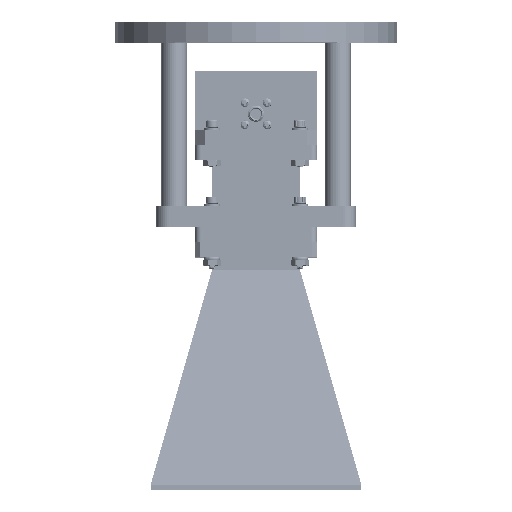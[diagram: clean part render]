
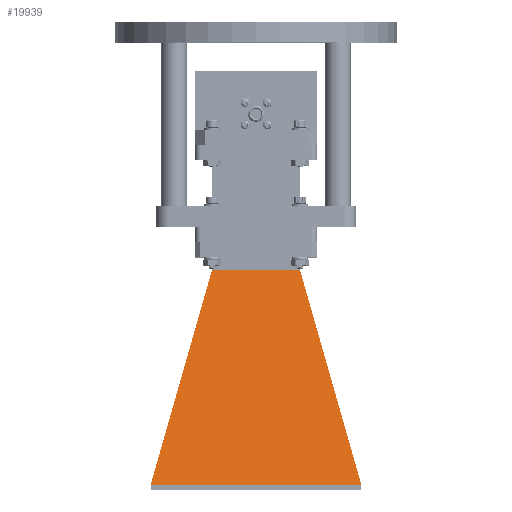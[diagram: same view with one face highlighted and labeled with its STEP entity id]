
A CAD part, top view. The second image highlights one B-rep face of the part: STEP entity #19939.
In plain terms, the highlighted face is planar.
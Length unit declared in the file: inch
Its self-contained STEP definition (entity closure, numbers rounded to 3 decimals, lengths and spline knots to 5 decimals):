
#373 = CARTESIAN_POINT ( 'NONE',  ( -0.78578, 0., 3.62274 ) ) ;
#3486 = CARTESIAN_POINT ( 'NONE',  ( -1.19605, 1.6208, 5.25616 ) ) ;
#4181 = VECTOR ( 'NONE', #46196, 39.37008 ) ;
#4773 = VERTEX_POINT ( 'NONE', #63323 ) ;
#5358 = ORIENTED_EDGE ( 'NONE', *, *, #14024, .F. ) ;
#8742 = FACE_OUTER_BOUND ( 'NONE', #49418, .T. ) ;
#9070 = CARTESIAN_POINT ( 'NONE',  ( -1.19605, -1.6208, 5.25616 ) ) ;
#9356 = DIRECTION ( 'NONE',  ( 0., -1., 0. ) ) ;
#11642 = VERTEX_POINT ( 'NONE', #22587 ) ;
#12351 = ORIENTED_EDGE ( 'NONE', *, *, #51012, .F. ) ;
#14024 = EDGE_CURVE ( 'NONE', #4773, #11642, #36578, .T. ) ;
#14691 = VECTOR ( 'NONE', #63665, 39.37008 ) ;
#16167 = LINE ( 'NONE', #54847, #53550 ) ;
#16930 = VECTOR ( 'NONE', #9356, 39.37008 ) ;
#19939 = ADVANCED_FACE ( 'NONE', ( #8742 ), #45230, .T. ) ;
#20748 = AXIS2_PLACEMENT_3D ( 'NONE', #373, #55710, #33350 ) ;
#22587 = CARTESIAN_POINT ( 'NONE',  ( -0.36661, -0.67965, 1.9539 ) ) ;
#25265 = VERTEX_POINT ( 'NONE', #39437 ) ;
#32840 = DIRECTION ( 'NONE',  ( 0., 1., 0. ) ) ;
#33350 = DIRECTION ( 'NONE',  ( -0.244, 0., 0.97 ) ) ;
#36578 = LINE ( 'NONE', #9070, #14691 ) ;
#39437 = CARTESIAN_POINT ( 'NONE',  ( -0.36661, 0.67965, 1.9539 ) ) ;
#40072 = CARTESIAN_POINT ( 'NONE',  ( -0.36661, 0.67965, 1.9539 ) ) ;
#43461 = VERTEX_POINT ( 'NONE', #3486 ) ;
#43698 = EDGE_CURVE ( 'NONE', #4773, #43461, #16167, .T. ) ;
#45230 = PLANE ( 'NONE',  #20748 ) ;
#45776 = ORIENTED_EDGE ( 'NONE', *, *, #43698, .T. ) ;
#46196 = DIRECTION ( 'NONE',  ( -0.235, 0.266, 0.935 ) ) ;
#49418 = EDGE_LOOP ( 'NONE', ( #53708, #5358, #45776, #12351 ) ) ;
#50922 = EDGE_CURVE ( 'NONE', #25265, #11642, #59967, .T. ) ;
#51012 = EDGE_CURVE ( 'NONE', #25265, #43461, #52330, .T. ) ;
#52330 = LINE ( 'NONE', #40072, #4181 ) ;
#53550 = VECTOR ( 'NONE', #32840, 39.37008 ) ;
#53708 = ORIENTED_EDGE ( 'NONE', *, *, #50922, .T. ) ;
#54847 = CARTESIAN_POINT ( 'NONE',  ( -1.19605, 0., 5.25616 ) ) ;
#55710 = DIRECTION ( 'NONE',  ( -0.97, 0., -0.244 ) ) ;
#59967 = LINE ( 'NONE', #64316, #16930 ) ;
#63323 = CARTESIAN_POINT ( 'NONE',  ( -1.19605, -1.6208, 5.25616 ) ) ;
#63665 = DIRECTION ( 'NONE',  ( 0.235, 0.266, -0.935 ) ) ;
#64316 = CARTESIAN_POINT ( 'NONE',  ( -0.36661, 0., 1.9539 ) ) ;
